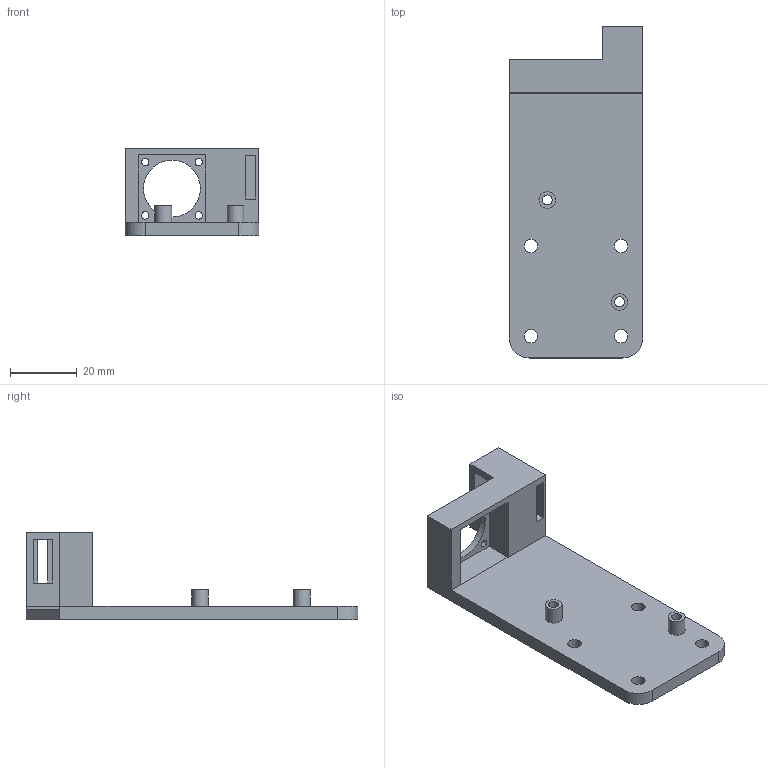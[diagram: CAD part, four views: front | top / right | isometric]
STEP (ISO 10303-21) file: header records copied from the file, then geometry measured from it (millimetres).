
FILE_DESCRIPTION(('FreeCAD Model'),'2;1');
FILE_NAME('Open CASCADE Shape Model','2021-01-04T17:10:53',(''),(''), 'Open CASCADE STEP processor 7.4','FreeCAD','Unknown');
FILE_SCHEMA(('AUTOMOTIVE_DESIGN { 1 0 10303 214 1 1 1 1 }'));
Length unit declared in the file: millimetre
Products named in the file (1): Chamfer
Bounding box: 40 x 99.25 x 26.2 mm (x, y, z)
Volume: 20605.1 mm3; surface area: 12634.7 mm2
Topology: 1 solids, 1 shells, 59 faces, 145 edges, 91 vertices
Faces by surface type: plane 40, cylinder 19
Full cylindrical faces by diameter (mm): 2.2 x4, 3 x4, 4 x4, 5 x2, 10 x2, 17 x1
Entity records: 3694 total; most frequent: CARTESIAN_POINT 696, DIRECTION 551, LINE 339, VECTOR 339, ORIENTED_EDGE 290, PCURVE 290, DEFINITIONAL_REPRESENTATION 290, EDGE_CURVE 145
